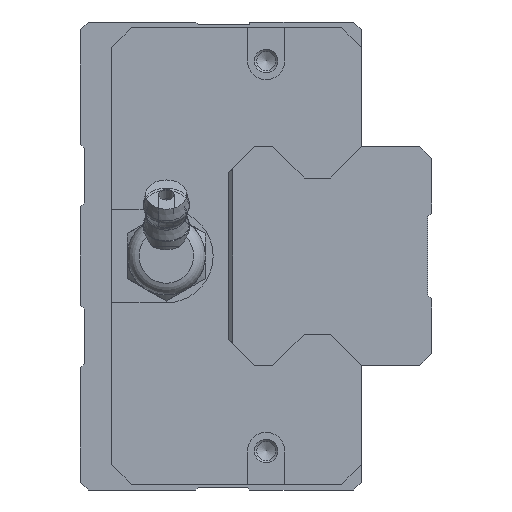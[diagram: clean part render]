
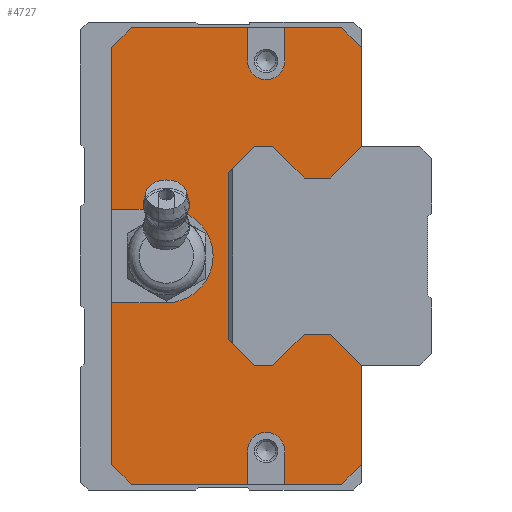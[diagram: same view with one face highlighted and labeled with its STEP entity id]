
A CAD part, left-side view. The second image highlights one B-rep face of the part: STEP entity #4727.
In plain terms, the highlighted planar face has unit normal (-1, 0, 0).
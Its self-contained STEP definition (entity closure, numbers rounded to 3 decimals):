
#313=CIRCLE('',#5163,6.);
#314=CIRCLE('',#5164,2.38);
#315=CIRCLE('',#5165,2.38);
#519=FACE_OUTER_BOUND('',#812,.T.);
#812=EDGE_LOOP('',(#3582,#3583,#3584,#3585,#3586,#3587,#3588,#3589,#3590,
#3591,#3592,#3593,#3594,#3595,#3596,#3597,#3598,#3599,#3600,#3601,#3602,
#3603,#3604,#3605,#3606,#3607,#3608,#3609,#3610,#3611,#3612,#3613));
#1169=LINE('',#7353,#1607);
#1190=LINE('',#7396,#1628);
#1195=LINE('',#7407,#1633);
#1198=LINE('',#7411,#1636);
#1199=LINE('',#7414,#1637);
#1200=LINE('',#7416,#1638);
#1201=LINE('',#7418,#1639);
#1202=LINE('',#7420,#1640);
#1203=LINE('',#7424,#1641);
#1204=LINE('',#7426,#1642);
#1205=LINE('',#7428,#1643);
#1206=LINE('',#7430,#1644);
#1207=LINE('',#7432,#1645);
#1208=LINE('',#7436,#1646);
#1209=LINE('',#7438,#1647);
#1210=LINE('',#7439,#1648);
#1211=LINE('',#7441,#1649);
#1212=LINE('',#7443,#1650);
#1213=LINE('',#7445,#1651);
#1214=LINE('',#7447,#1652);
#1215=LINE('',#7449,#1653);
#1216=LINE('',#7451,#1654);
#1217=LINE('',#7453,#1655);
#1218=LINE('',#7455,#1656);
#1219=LINE('',#7457,#1657);
#1220=LINE('',#7459,#1658);
#1221=LINE('',#7460,#1659);
#1222=LINE('',#7461,#1660);
#1223=LINE('',#7463,#1661);
#1607=VECTOR('',#6053,1000.);
#1628=VECTOR('',#6078,1000.);
#1633=VECTOR('',#6085,1000.);
#1636=VECTOR('',#6088,1000.);
#1637=VECTOR('',#6091,1000.);
#1638=VECTOR('',#6092,1000.);
#1639=VECTOR('',#6093,1000.);
#1640=VECTOR('',#6094,1000.);
#1641=VECTOR('',#6097,1000.);
#1642=VECTOR('',#6098,1000.);
#1643=VECTOR('',#6099,1000.);
#1644=VECTOR('',#6100,1000.);
#1645=VECTOR('',#6101,1000.);
#1646=VECTOR('',#6104,1000.);
#1647=VECTOR('',#6105,1000.);
#1648=VECTOR('',#6106,1000.);
#1649=VECTOR('',#6107,1000.);
#1650=VECTOR('',#6108,1000.);
#1651=VECTOR('',#6109,1000.);
#1652=VECTOR('',#6110,1000.);
#1653=VECTOR('',#6111,1000.);
#1654=VECTOR('',#6112,1000.);
#1655=VECTOR('',#6113,1000.);
#1656=VECTOR('',#6114,1000.);
#1657=VECTOR('',#6115,1000.);
#1658=VECTOR('',#6116,1000.);
#1659=VECTOR('',#6117,1000.);
#1660=VECTOR('',#6118,1000.);
#1661=VECTOR('',#6119,1000.);
#2038=VERTEX_POINT('',#7347);
#2040=VERTEX_POINT('',#7351);
#2059=VERTEX_POINT('',#7393);
#2060=VERTEX_POINT('',#7395);
#2062=VERTEX_POINT('',#7400);
#2064=VERTEX_POINT('',#7404);
#2065=VERTEX_POINT('',#7406);
#2066=VERTEX_POINT('',#7409);
#2067=VERTEX_POINT('',#7413);
#2068=VERTEX_POINT('',#7415);
#2069=VERTEX_POINT('',#7417);
#2070=VERTEX_POINT('',#7419);
#2071=VERTEX_POINT('',#7421);
#2072=VERTEX_POINT('',#7423);
#2073=VERTEX_POINT('',#7425);
#2074=VERTEX_POINT('',#7427);
#2075=VERTEX_POINT('',#7429);
#2076=VERTEX_POINT('',#7431);
#2077=VERTEX_POINT('',#7433);
#2078=VERTEX_POINT('',#7435);
#2079=VERTEX_POINT('',#7437);
#2080=VERTEX_POINT('',#7440);
#2081=VERTEX_POINT('',#7442);
#2082=VERTEX_POINT('',#7444);
#2083=VERTEX_POINT('',#7446);
#2084=VERTEX_POINT('',#7448);
#2085=VERTEX_POINT('',#7450);
#2086=VERTEX_POINT('',#7452);
#2087=VERTEX_POINT('',#7454);
#2088=VERTEX_POINT('',#7456);
#2089=VERTEX_POINT('',#7458);
#2090=VERTEX_POINT('',#7462);
#2578=EDGE_CURVE('',#2040,#2038,#1169,.T.);
#2599=EDGE_CURVE('',#2059,#2060,#1190,.T.);
#2604=EDGE_CURVE('',#2064,#2065,#1195,.T.);
#2607=EDGE_CURVE('',#2066,#2062,#1198,.T.);
#2608=EDGE_CURVE('',#2067,#2062,#1199,.T.);
#2609=EDGE_CURVE('',#2068,#2066,#1200,.T.);
#2610=EDGE_CURVE('',#2069,#2068,#1201,.T.);
#2611=EDGE_CURVE('',#2069,#2070,#1202,.T.);
#2612=EDGE_CURVE('',#2070,#2071,#313,.T.);
#2613=EDGE_CURVE('',#2071,#2072,#1203,.T.);
#2614=EDGE_CURVE('',#2073,#2072,#1204,.T.);
#2615=EDGE_CURVE('',#2074,#2073,#1205,.T.);
#2616=EDGE_CURVE('',#2075,#2074,#1206,.T.);
#2617=EDGE_CURVE('',#2075,#2076,#1207,.T.);
#2618=EDGE_CURVE('',#2076,#2077,#314,.T.);
#2619=EDGE_CURVE('',#2077,#2078,#1208,.T.);
#2620=EDGE_CURVE('',#2079,#2078,#1209,.T.);
#2621=EDGE_CURVE('',#2060,#2079,#1210,.T.);
#2622=EDGE_CURVE('',#2059,#2080,#1211,.T.);
#2623=EDGE_CURVE('',#2080,#2081,#1212,.T.);
#2624=EDGE_CURVE('',#2081,#2082,#1213,.T.);
#2625=EDGE_CURVE('',#2082,#2083,#1214,.T.);
#2626=EDGE_CURVE('',#2083,#2084,#1215,.T.);
#2627=EDGE_CURVE('',#2084,#2085,#1216,.T.);
#2628=EDGE_CURVE('',#2085,#2086,#1217,.T.);
#2629=EDGE_CURVE('',#2086,#2087,#1218,.T.);
#2630=EDGE_CURVE('',#2087,#2088,#1219,.T.);
#2631=EDGE_CURVE('',#2088,#2089,#1220,.T.);
#2632=EDGE_CURVE('',#2089,#2038,#1221,.T.);
#2633=EDGE_CURVE('',#2065,#2040,#1222,.T.);
#2634=EDGE_CURVE('',#2064,#2090,#1223,.T.);
#2635=EDGE_CURVE('',#2090,#2067,#315,.T.);
#3582=ORIENTED_EDGE('',*,*,#2608,.T.);
#3583=ORIENTED_EDGE('',*,*,#2607,.F.);
#3584=ORIENTED_EDGE('',*,*,#2609,.F.);
#3585=ORIENTED_EDGE('',*,*,#2610,.F.);
#3586=ORIENTED_EDGE('',*,*,#2611,.T.);
#3587=ORIENTED_EDGE('',*,*,#2612,.T.);
#3588=ORIENTED_EDGE('',*,*,#2613,.T.);
#3589=ORIENTED_EDGE('',*,*,#2614,.F.);
#3590=ORIENTED_EDGE('',*,*,#2615,.F.);
#3591=ORIENTED_EDGE('',*,*,#2616,.F.);
#3592=ORIENTED_EDGE('',*,*,#2617,.T.);
#3593=ORIENTED_EDGE('',*,*,#2618,.T.);
#3594=ORIENTED_EDGE('',*,*,#2619,.T.);
#3595=ORIENTED_EDGE('',*,*,#2620,.F.);
#3596=ORIENTED_EDGE('',*,*,#2621,.F.);
#3597=ORIENTED_EDGE('',*,*,#2599,.F.);
#3598=ORIENTED_EDGE('',*,*,#2622,.T.);
#3599=ORIENTED_EDGE('',*,*,#2623,.T.);
#3600=ORIENTED_EDGE('',*,*,#2624,.T.);
#3601=ORIENTED_EDGE('',*,*,#2625,.T.);
#3602=ORIENTED_EDGE('',*,*,#2626,.T.);
#3603=ORIENTED_EDGE('',*,*,#2627,.T.);
#3604=ORIENTED_EDGE('',*,*,#2628,.T.);
#3605=ORIENTED_EDGE('',*,*,#2629,.T.);
#3606=ORIENTED_EDGE('',*,*,#2630,.T.);
#3607=ORIENTED_EDGE('',*,*,#2631,.T.);
#3608=ORIENTED_EDGE('',*,*,#2632,.T.);
#3609=ORIENTED_EDGE('',*,*,#2578,.F.);
#3610=ORIENTED_EDGE('',*,*,#2633,.F.);
#3611=ORIENTED_EDGE('',*,*,#2604,.F.);
#3612=ORIENTED_EDGE('',*,*,#2634,.T.);
#3613=ORIENTED_EDGE('',*,*,#2635,.T.);
#4269=PLANE('',#5162);
#4727=ADVANCED_FACE('',(#519),#4269,.F.);
#5162=AXIS2_PLACEMENT_3D('',#7412,#6089,#6090);
#5163=AXIS2_PLACEMENT_3D('',#7422,#6095,#6096);
#5164=AXIS2_PLACEMENT_3D('',#7434,#6102,#6103);
#5165=AXIS2_PLACEMENT_3D('',#7464,#6120,#6121);
#6053=DIRECTION('',(0.,0.,-1.));
#6078=DIRECTION('',(0.,0.,-1.));
#6085=DIRECTION('',(0.,-1.,0.));
#6088=DIRECTION('',(0.,-1.,0.));
#6089=DIRECTION('center_axis',(1.,0.,0.));
#6090=DIRECTION('ref_axis',(0.,0.,-1.));
#6091=DIRECTION('',(0.,0.,1.));
#6092=DIRECTION('',(0.,-0.707,0.707));
#6093=DIRECTION('',(0.,0.,1.));
#6094=DIRECTION('',(0.,-1.,0.));
#6095=DIRECTION('center_axis',(1.,0.,0.));
#6096=DIRECTION('ref_axis',(0.,0.,-1.));
#6097=DIRECTION('',(0.,1.,0.));
#6098=DIRECTION('',(0.,0.,1.));
#6099=DIRECTION('',(0.,0.707,0.707));
#6100=DIRECTION('',(0.,1.,0.));
#6101=DIRECTION('',(0.,0.,1.));
#6102=DIRECTION('center_axis',(1.,0.,0.));
#6103=DIRECTION('ref_axis',(0.,0.,-1.));
#6104=DIRECTION('',(0.,0.,-1.));
#6105=DIRECTION('',(0.,1.,0.));
#6106=DIRECTION('',(0.,0.707,-0.707));
#6107=DIRECTION('',(0.,0.707,0.707));
#6108=DIRECTION('',(0.,1.,0.));
#6109=DIRECTION('',(0.,0.707,-0.707));
#6110=DIRECTION('',(0.,1.,0.));
#6111=DIRECTION('',(0.,0.707,0.707));
#6112=DIRECTION('',(0.,0.,1.));
#6113=DIRECTION('',(0.,-0.707,0.707));
#6114=DIRECTION('',(0.,-1.,0.));
#6115=DIRECTION('',(0.,-0.707,-0.707));
#6116=DIRECTION('',(0.,-1.,0.));
#6117=DIRECTION('',(0.,-0.707,0.707));
#6118=DIRECTION('',(0.,-0.707,-0.707));
#6119=DIRECTION('',(0.,0.,-1.));
#6120=DIRECTION('center_axis',(1.,0.,0.));
#6121=DIRECTION('ref_axis',(0.,0.,-1.));
#7347=CARTESIAN_POINT('',(449.8,9.,14.));
#7351=CARTESIAN_POINT('',(449.8,9.,26.75));
#7353=CARTESIAN_POINT('',(449.8,9.,26.75));
#7393=CARTESIAN_POINT('',(449.8,9.,-14.));
#7395=CARTESIAN_POINT('',(449.8,9.,-26.75));
#7396=CARTESIAN_POINT('',(449.8,9.,26.75));
#7400=CARTESIAN_POINT('',(449.8,23.58,29.25));
#7404=CARTESIAN_POINT('',(449.8,18.82,29.25));
#7406=CARTESIAN_POINT('',(449.8,11.5,29.25));
#7407=CARTESIAN_POINT('',(449.8,38.5,29.25));
#7409=CARTESIAN_POINT('',(449.8,38.5,29.25));
#7411=CARTESIAN_POINT('',(449.8,38.5,29.25));
#7412=CARTESIAN_POINT('Origin',(449.8,9.,0.));
#7413=CARTESIAN_POINT('',(449.8,23.58,25.));
#7414=CARTESIAN_POINT('',(449.8,23.58,25.));
#7415=CARTESIAN_POINT('',(449.8,41.,26.75));
#7416=CARTESIAN_POINT('',(449.8,41.,26.75));
#7417=CARTESIAN_POINT('',(449.8,41.,6.));
#7418=CARTESIAN_POINT('',(449.8,41.,-26.75));
#7419=CARTESIAN_POINT('',(449.8,34.,6.));
#7420=CARTESIAN_POINT('',(449.8,67.,6.));
#7421=CARTESIAN_POINT('',(449.8,34.,-6.));
#7422=CARTESIAN_POINT('Origin',(449.8,34.,0.));
#7423=CARTESIAN_POINT('',(449.8,41.,-6.));
#7424=CARTESIAN_POINT('',(449.8,34.,-6.));
#7425=CARTESIAN_POINT('',(449.8,41.,-26.75));
#7426=CARTESIAN_POINT('',(449.8,41.,-26.75));
#7427=CARTESIAN_POINT('',(449.8,38.5,-29.25));
#7428=CARTESIAN_POINT('',(449.8,38.5,-29.25));
#7429=CARTESIAN_POINT('',(449.8,23.58,-29.25));
#7430=CARTESIAN_POINT('',(449.8,11.5,-29.25));
#7431=CARTESIAN_POINT('',(449.8,23.58,-25.));
#7432=CARTESIAN_POINT('',(449.8,23.58,-45.));
#7433=CARTESIAN_POINT('',(449.8,18.82,-25.));
#7434=CARTESIAN_POINT('Origin',(449.8,21.2,-25.));
#7435=CARTESIAN_POINT('',(449.8,18.82,-29.25));
#7436=CARTESIAN_POINT('',(449.8,18.82,-25.));
#7437=CARTESIAN_POINT('',(449.8,11.5,-29.25));
#7438=CARTESIAN_POINT('',(449.8,11.5,-29.25));
#7439=CARTESIAN_POINT('',(449.8,9.,-26.75));
#7440=CARTESIAN_POINT('',(449.8,13.,-10.));
#7441=CARTESIAN_POINT('',(449.8,9.,-14.));
#7442=CARTESIAN_POINT('',(449.8,16.34,-10.));
#7443=CARTESIAN_POINT('',(449.8,13.,-10.));
#7444=CARTESIAN_POINT('',(449.8,20.34,-14.));
#7445=CARTESIAN_POINT('',(449.8,16.34,-10.));
#7446=CARTESIAN_POINT('',(449.8,22.66,-14.));
#7447=CARTESIAN_POINT('',(449.8,20.34,-14.));
#7448=CARTESIAN_POINT('',(449.8,26.,-10.66));
#7449=CARTESIAN_POINT('',(449.8,22.66,-14.));
#7450=CARTESIAN_POINT('',(449.8,26.,10.66));
#7451=CARTESIAN_POINT('',(449.8,26.,-10.66));
#7452=CARTESIAN_POINT('',(449.8,22.66,14.));
#7453=CARTESIAN_POINT('',(449.8,26.,10.66));
#7454=CARTESIAN_POINT('',(449.8,20.34,14.));
#7455=CARTESIAN_POINT('',(449.8,22.66,14.));
#7456=CARTESIAN_POINT('',(449.8,16.34,10.));
#7457=CARTESIAN_POINT('',(449.8,20.34,14.));
#7458=CARTESIAN_POINT('',(449.8,13.,10.));
#7459=CARTESIAN_POINT('',(449.8,16.34,10.));
#7460=CARTESIAN_POINT('',(449.8,13.,10.));
#7461=CARTESIAN_POINT('',(449.8,11.5,29.25));
#7462=CARTESIAN_POINT('',(449.8,18.82,25.));
#7463=CARTESIAN_POINT('',(449.8,18.82,45.));
#7464=CARTESIAN_POINT('Origin',(449.8,21.2,25.));
